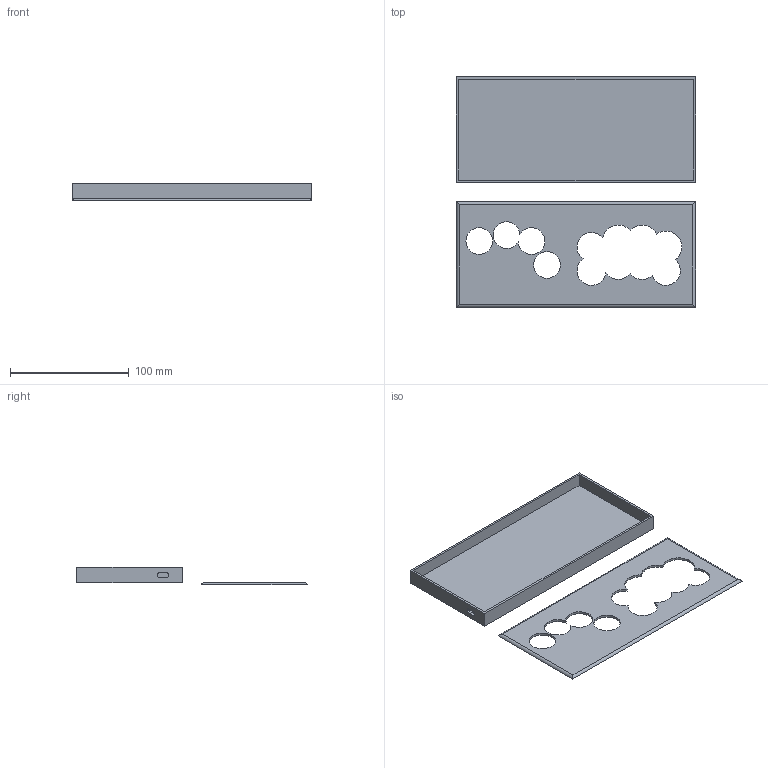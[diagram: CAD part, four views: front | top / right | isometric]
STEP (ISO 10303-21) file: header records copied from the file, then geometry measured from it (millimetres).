
FILE_DESCRIPTION(/* description */ ('KiCad electronic assembly'),/* implementation_level */ '2;1');
FILE_NAME(/* name */ 'fightboxTB.step',/* time_stamp */ '2025-06-25T16:50:23-04:00',/* author */ (''),/* organization */ (''),/* preprocessor_version */ 'ST-DEVELOPER v20.1',/* originating_system */ 'Autodesk Translation Framework v14.10.0.0',/* authorisation */ '');
FILE_SCHEMA (('AUTOMOTIVE_DESIGN { 1 0 10303 214 3 1 1 }'));
Length unit declared in the file: millimetre
Products named in the file (1): fightbox 1
Bounding box: 201.16 x 194 x 15 mm (x, y, z)
Volume: 73052.3 mm3; surface area: 76628.1 mm2
Topology: 2 solids, 2 shells, 37 faces, 96 edges, 64 vertices
Faces by surface type: plane 17, cylinder 16, bspline 4
Full cylindrical faces by diameter (mm): 22.5 x2
Entity records: 1248 total; most frequent: CARTESIAN_POINT 274, ORIENTED_EDGE 192, DIRECTION 184, EDGE_CURVE 96, VERTEX_POINT 64, AXIS2_PLACEMENT_3D 62, LINE 60, VECTOR 60
